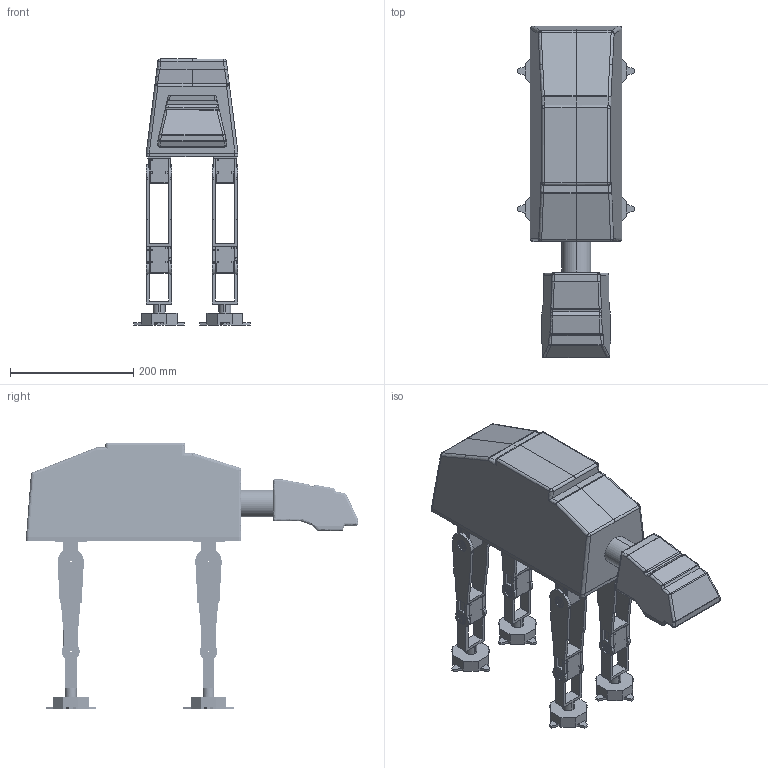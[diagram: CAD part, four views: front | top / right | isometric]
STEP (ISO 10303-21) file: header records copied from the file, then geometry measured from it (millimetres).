
FILE_DESCRIPTION(('FreeCAD Model'),'2;1');
FILE_NAME('Open CASCADE Shape Model','2025-05-02T11:20:44',('FreeCAD'),( 'FreeCAD'),'Open CASCADE STEP processor 7.6','FreeCAD','Unknown');
FILE_SCHEMA(('AUTOMOTIVE_DESIGN { 1 0 10303 214 1 1 1 1 }'));
Products named in the file (1): Open CASCADE STEP translator 7.6 1
Bounding box: 188.68 x 539.03 x 431.88 mm (x, y, z)
Volume: 3089262.6 mm3; surface area: 806543.5 mm2
Topology: 146 solids, 192 shells, 10732 faces, 28330 edges, 18328 vertices
Faces by surface type: bspline 10732
Entity records: 350810 total; most frequent: CARTESIAN_POINT 182867, ORIENTED_EDGE 56460, EDGE_CURVE 28230, B_SPLINE_CURVE_WITH_KNOTS 22650, VERTEX_POINT 18327, FACE_BOUND 11829, EDGE_LOOP 11829, ADVANCED_FACE 10684
